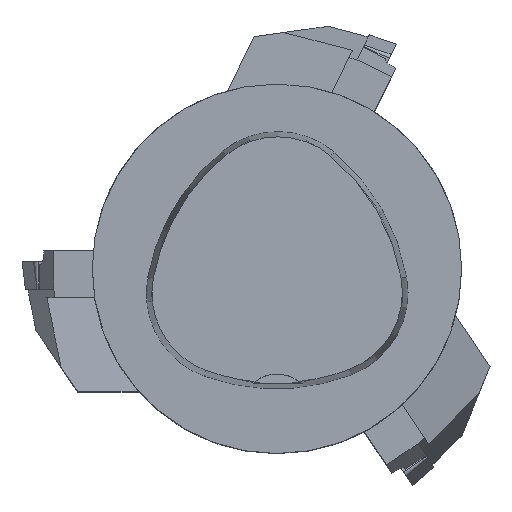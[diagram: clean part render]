
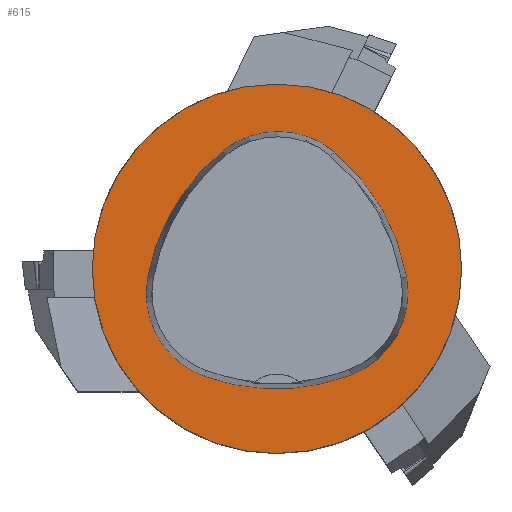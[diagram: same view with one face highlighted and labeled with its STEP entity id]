
A CAD part, top view. The second image highlights one B-rep face of the part: STEP entity #615.
In plain terms, the highlighted planar face has unit normal (0, 0, 1).
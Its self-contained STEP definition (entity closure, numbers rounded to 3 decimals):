
#190=PLANE('',#2015);
#513=FACE_BOUND('',#811,.T.);
#514=FACE_BOUND('',#812,.T.);
#615=ADVANCED_FACE('',(#513,#514),#190,.T.);
#811=EDGE_LOOP('',(#1132,#1133,#1134,#1135,#1136,#1137));
#812=EDGE_LOOP('',(#1138));
#1132=ORIENTED_EDGE('',*,*,#1649,.T.);
#1133=ORIENTED_EDGE('',*,*,#1629,.T.);
#1134=ORIENTED_EDGE('',*,*,#1633,.T.);
#1135=ORIENTED_EDGE('',*,*,#1636,.T.);
#1136=ORIENTED_EDGE('',*,*,#1639,.T.);
#1137=ORIENTED_EDGE('',*,*,#1647,.T.);
#1138=ORIENTED_EDGE('',*,*,#1620,.F.);
#1435=VERTEX_POINT('',#2884);
#1444=VERTEX_POINT('',#2903);
#1445=VERTEX_POINT('',#2904);
#1448=VERTEX_POINT('',#2912);
#1450=VERTEX_POINT('',#2918);
#1452=VERTEX_POINT('',#2924);
#1459=VERTEX_POINT('',#2945);
#1620=EDGE_CURVE('',#1435,#1435,#1769,.T.);
#1629=EDGE_CURVE('',#1444,#1445,#1770,.T.);
#1633=EDGE_CURVE('',#1445,#1448,#1772,.T.);
#1636=EDGE_CURVE('',#1448,#1450,#1774,.T.);
#1639=EDGE_CURVE('',#1450,#1452,#1776,.T.);
#1647=EDGE_CURVE('',#1452,#1459,#1780,.T.);
#1649=EDGE_CURVE('',#1459,#1444,#1782,.T.);
#1769=CIRCLE('',#1987,31.5);
#1770=CIRCLE('',#1993,36.);
#1772=CIRCLE('',#1996,15.);
#1774=CIRCLE('',#1999,36.);
#1776=CIRCLE('',#2002,15.);
#1780=CIRCLE('',#2007,36.);
#1782=CIRCLE('',#2010,15.);
#1987=AXIS2_PLACEMENT_3D('',#2883,#2298,#2299);
#1993=AXIS2_PLACEMENT_3D('',#2902,#2314,#2315);
#1996=AXIS2_PLACEMENT_3D('',#2911,#2322,#2323);
#1999=AXIS2_PLACEMENT_3D('',#2917,#2329,#2330);
#2002=AXIS2_PLACEMENT_3D('',#2923,#2336,#2337);
#2007=AXIS2_PLACEMENT_3D('',#2946,#2348,#2349);
#2010=AXIS2_PLACEMENT_3D('',#2949,#2354,#2355);
#2015=AXIS2_PLACEMENT_3D('',#2954,#2364,#2365);
#2298=DIRECTION('',(0.,0.,-1.));
#2299=DIRECTION('',(-1.,0.,0.));
#2314=DIRECTION('',(0.,0.,-1.));
#2315=DIRECTION('',(-1.,0.,0.));
#2322=DIRECTION('',(0.,0.,-1.));
#2323=DIRECTION('',(-1.,0.,0.));
#2329=DIRECTION('',(0.,0.,-1.));
#2330=DIRECTION('',(-1.,0.,0.));
#2336=DIRECTION('',(0.,0.,-1.));
#2337=DIRECTION('',(-1.,0.,0.));
#2348=DIRECTION('',(0.,0.,-1.));
#2349=DIRECTION('',(-1.,0.,0.));
#2354=DIRECTION('',(0.,0.,-1.));
#2355=DIRECTION('',(-1.,0.,0.));
#2364=DIRECTION('',(0.,0.,1.));
#2365=DIRECTION('',(1.,0.,0.));
#2883=CARTESIAN_POINT('',(0.,0.,0.));
#2884=CARTESIAN_POINT('',(-31.5,0.,0.));
#2902=CARTESIAN_POINT('',(13.398,-7.893,0.));
#2903=CARTESIAN_POINT('',(-22.041,-1.562,0.));
#2904=CARTESIAN_POINT('',(-9.317,20.036,0.));
#2911=CARTESIAN_POINT('',(0.148,8.399,0.));
#2912=CARTESIAN_POINT('',(9.779,19.898,0.));
#2917=CARTESIAN_POINT('',(-13.337,-7.7,0.));
#2918=CARTESIAN_POINT('',(22.122,-1.48,0.));
#2923=CARTESIAN_POINT('',(7.347,-4.071,0.));
#2924=CARTESIAN_POINT('',(12.693,-18.087,0.));
#2945=CARTESIAN_POINT('',(-12.373,-18.307,0.));
#2946=CARTESIAN_POINT('',(-0.137,15.55,0.));
#2949=CARTESIAN_POINT('',(-7.275,-4.2,0.));
#2954=CARTESIAN_POINT('',(0.,0.,0.));
